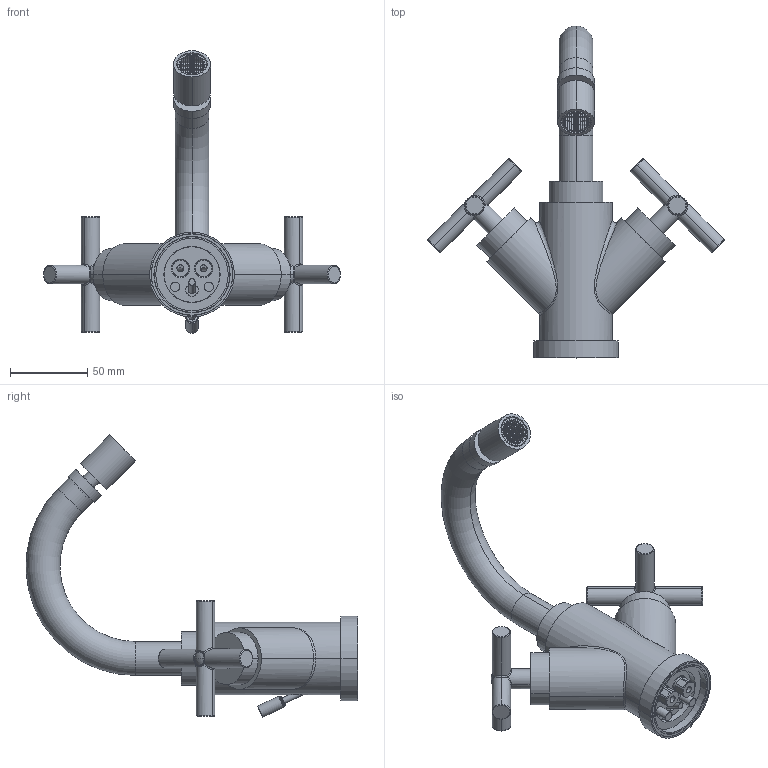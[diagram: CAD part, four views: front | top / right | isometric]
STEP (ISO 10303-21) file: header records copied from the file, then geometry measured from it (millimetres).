
FILE_DESCRIPTION((''),'2;1');
FILE_NAME('QTV137CR','2021-09-30T11:11:18',('ut3'),('PAFFONI SpA'),'CREO PARAMETRIC BY PTC INC, 2020044','CREO PARAMETRIC BY PTC INC, 2020044','');
FILE_SCHEMA(('CONFIG_CONTROL_DESIGN','SHAPE_APPEARANCE_LAYERS_GROUPS'));
Length unit declared in the file: millimetre
Products named in the file (1): QTV137CR
Bounding box: 192.61 x 215.09 x 183.08 mm (x, y, z)
Volume: 305482.2 mm3; surface area: 112926.4 mm2
Topology: 7 solids, 7 shells, 2449 faces, 7122 edges, 4629 vertices
Faces by surface type: plane 1893, cylinder 316, cone 114, torus 70, bspline 48, sphere 8
Entity records: 108714 total; most frequent: CARTESIAN_POINT 24031, ORIENTED_EDGE 14224, DIRECTION 13170, EDGE_CURVE 7112, VERTEX_POINT 4629, VECTOR 4436, LINE 4436, AXIS2_PLACEMENT_3D 4367
